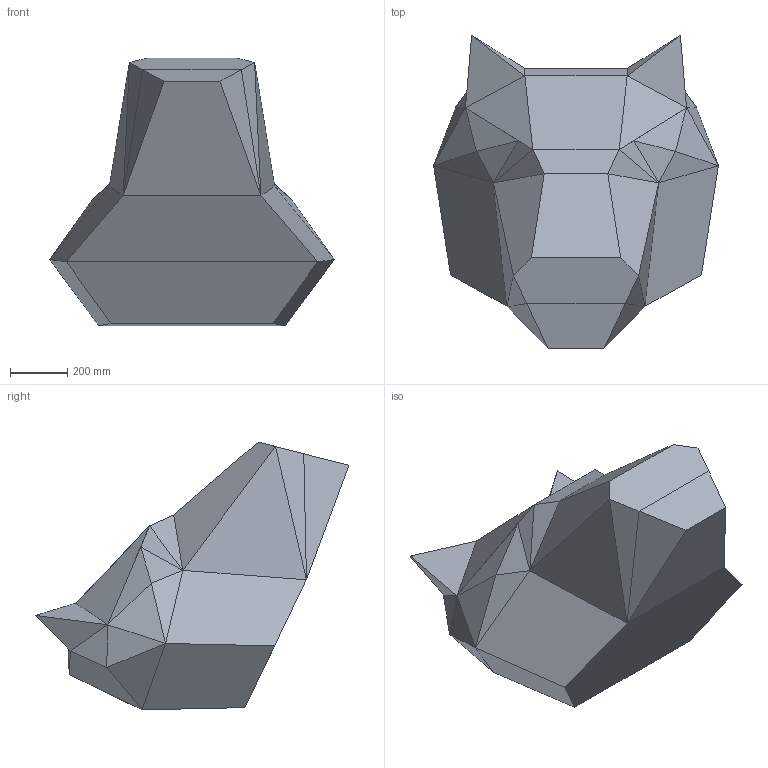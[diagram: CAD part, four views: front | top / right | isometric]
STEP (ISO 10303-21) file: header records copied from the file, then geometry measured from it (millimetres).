
FILE_DESCRIPTION (( 'STEP AP214' ), '1' );
FILE_NAME ('Tiger_OML_AE5i_edit.STEP', '2018-07-26T17:07:07', ( '' ), ( '' ), 'SwSTEP 2.0', 'SolidWorks 2017', '' );
FILE_SCHEMA (( 'AUTOMOTIVE_DESIGN' ));
Length unit declared in the file: inch
Products named in the file (1): Tiger_OML_AE5i_edit
Bounding box: 993.78 x 1095.11 x 934.09 mm (x, y, z)
Surface area: 2860348.2 mm2 (no closed solid volume)
Topology: 0 solids, 56 shells, 56 faces, 190 edges, 190 vertices
Faces by surface type: plane 38, bspline 18
Entity records: 2346 total; most frequent: CARTESIAN_POINT 923, DIRECTION 196, EDGE_CURVE 190, ORIENTED_EDGE 190, VERTEX_POINT 190, LINE 118, VECTOR 118, B_SPLINE_CURVE_WITH_KNOTS 72
